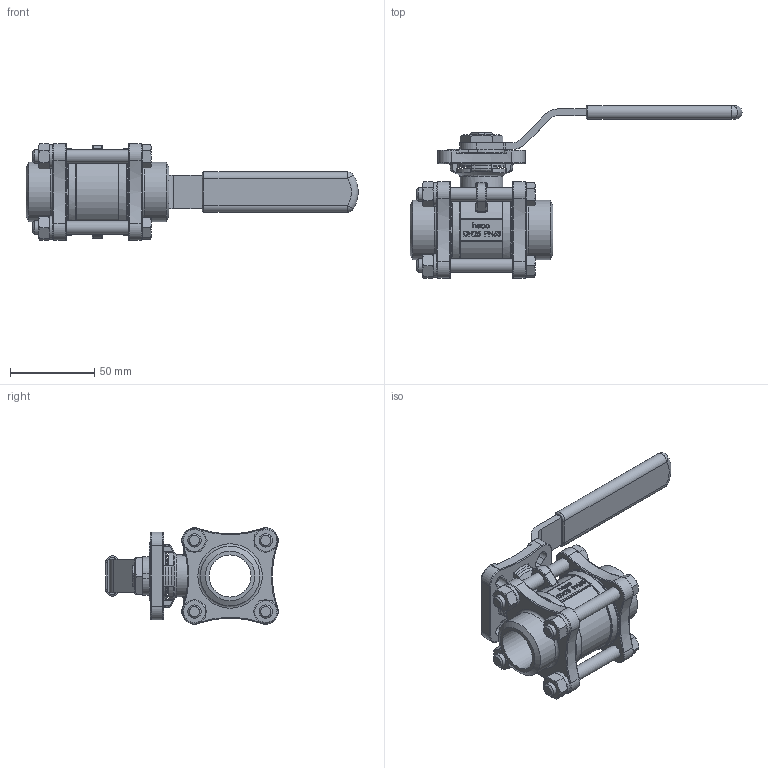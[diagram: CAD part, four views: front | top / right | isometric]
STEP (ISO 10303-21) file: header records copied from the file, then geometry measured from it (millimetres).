
FILE_DESCRIPTION (( 'STEP AP214' ), '1' );
FILE_NAME ('K3DA-100-0SS-4 Kugelhahn heco step214.STEP', '2013-02-18T12:43:32', ( 'test' ), ( '' ), 'SwSTEP 2.0', 'SolidWorks 2011', '' );
FILE_SCHEMA (( 'AUTOMOTIVE_DESIGN' ));
Length unit declared in the file: millimetre
Products named in the file (1): K3DA-100-0SS-4 Kugelhahn heco step214
Bounding box: 197.44 x 102.72 x 57.44 mm (x, y, z)
Volume: 168946.5 mm3; surface area: 56075.4 mm2
Topology: 1 solids, 1 shells, 1105 faces, 2811 edges, 1774 vertices
Faces by surface type: plane 428, bspline 295, cylinder 174, torus 118, cone 88, sphere 2
Full cylindrical faces by diameter (mm): 7 x1, 8 x8, 8.3 x10, 14 x4, 18 x1, 22 x1, 25 x1, 25.5 x1, 28 x2, 31 x1, 35.36 x2, 49 x2, 49.1 x2
Entity records: 59409 total; most frequent: CARTESIAN_POINT 22817, ORIENTED_EDGE 5468, DIRECTION 4286, EDGE_CURVE 2734, VERTEX_POINT 1752, AXIS2_PLACEMENT_3D 1529, EDGE_LOOP 1260, LINE 1228
